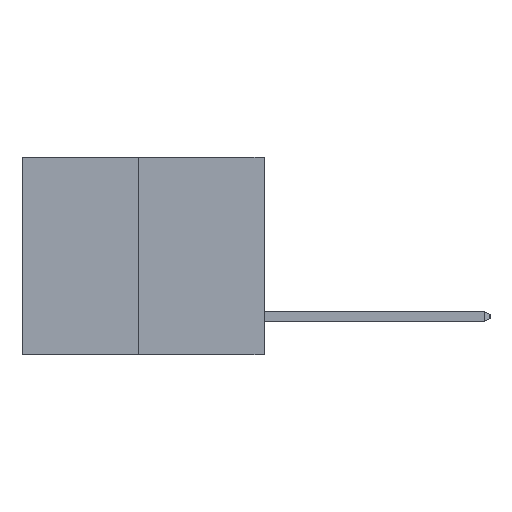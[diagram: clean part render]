
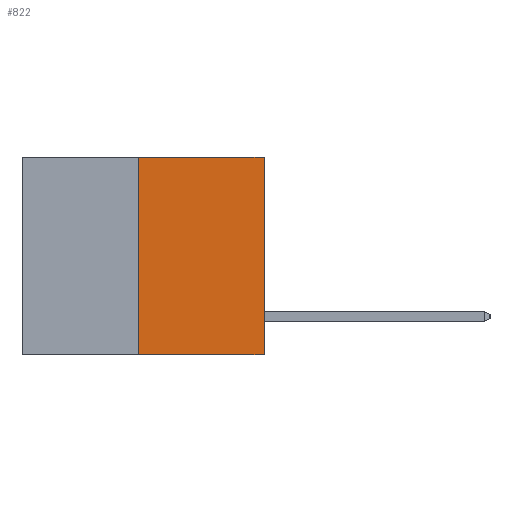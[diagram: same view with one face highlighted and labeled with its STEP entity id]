
A CAD part, left-side view. The second image highlights one B-rep face of the part: STEP entity #822.
In plain terms, the highlighted planar face has unit normal (-1, 0, 0).
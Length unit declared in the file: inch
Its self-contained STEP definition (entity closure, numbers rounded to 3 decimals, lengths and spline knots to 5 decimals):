
#822 = ADVANCED_FACE ( 'NONE', ( #8630 ), #5584, .F. ) ;
#914 = VERTEX_POINT ( 'NONE', #5983 ) ;
#1289 = EDGE_CURVE ( 'NONE', #3042, #914, #13317, .T. ) ;
#1969 = VECTOR ( 'NONE', #3167, 39.37008 ) ;
#2067 = CARTESIAN_POINT ( 'NONE',  ( 0., 0.312, 0. ) ) ;
#2182 = EDGE_CURVE ( 'NONE', #914, #12908, #11988, .T. ) ;
#3042 = VERTEX_POINT ( 'NONE', #11581 ) ;
#3167 = DIRECTION ( 'NONE',  ( 0., 0., 1. ) ) ;
#3322 = EDGE_CURVE ( 'NONE', #13065, #12908, #6054, .T. ) ;
#3368 = VECTOR ( 'NONE', #5167, 39.37008 ) ;
#3638 = AXIS2_PLACEMENT_3D ( 'NONE', #13695, #12560, #6792 ) ;
#4588 = EDGE_LOOP ( 'NONE', ( #9146, #10806, #9521, #7855 ) ) ;
#4966 = CARTESIAN_POINT ( 'NONE',  ( 0., 0., 0. ) ) ;
#5167 = DIRECTION ( 'NONE',  ( 0., -1., 0. ) ) ;
#5584 = PLANE ( 'NONE',  #3638 ) ;
#5983 = CARTESIAN_POINT ( 'NONE',  ( 0., 0., -0.49 ) ) ;
#6054 = LINE ( 'NONE', #14372, #3368 ) ;
#6792 = DIRECTION ( 'NONE',  ( 0., 0., -1. ) ) ;
#6834 = DIRECTION ( 'NONE',  ( 0., -1., 0. ) ) ;
#7855 = ORIENTED_EDGE ( 'NONE', *, *, #3322, .F. ) ;
#8630 = FACE_OUTER_BOUND ( 'NONE', #4588, .T. ) ;
#9125 = CARTESIAN_POINT ( 'NONE',  ( 0., 0.6, -0.49 ) ) ;
#9145 = VECTOR ( 'NONE', #6834, 39.37008 ) ;
#9146 = ORIENTED_EDGE ( 'NONE', *, *, #12267, .F. ) ;
#9521 = ORIENTED_EDGE ( 'NONE', *, *, #2182, .T. ) ;
#10806 = ORIENTED_EDGE ( 'NONE', *, *, #1289, .T. ) ;
#11271 = VECTOR ( 'NONE', #12554, 39.37008 ) ;
#11484 = CARTESIAN_POINT ( 'NONE',  ( 0., 0.312, -0.49 ) ) ;
#11581 = CARTESIAN_POINT ( 'NONE',  ( 0., 0.312, -0.49 ) ) ;
#11825 = LINE ( 'NONE', #11484, #11271 ) ;
#11988 = LINE ( 'NONE', #12347, #1969 ) ;
#12267 = EDGE_CURVE ( 'NONE', #3042, #13065, #11825, .T. ) ;
#12347 = CARTESIAN_POINT ( 'NONE',  ( 0., 0., 0. ) ) ;
#12554 = DIRECTION ( 'NONE',  ( 0., 0., 1. ) ) ;
#12560 = DIRECTION ( 'NONE',  ( 1., 0., 0. ) ) ;
#12908 = VERTEX_POINT ( 'NONE', #4966 ) ;
#13065 = VERTEX_POINT ( 'NONE', #2067 ) ;
#13317 = LINE ( 'NONE', #9125, #9145 ) ;
#13695 = CARTESIAN_POINT ( 'NONE',  ( 0., 0.6, 0. ) ) ;
#14372 = CARTESIAN_POINT ( 'NONE',  ( 0., 0.6, 0. ) ) ;
